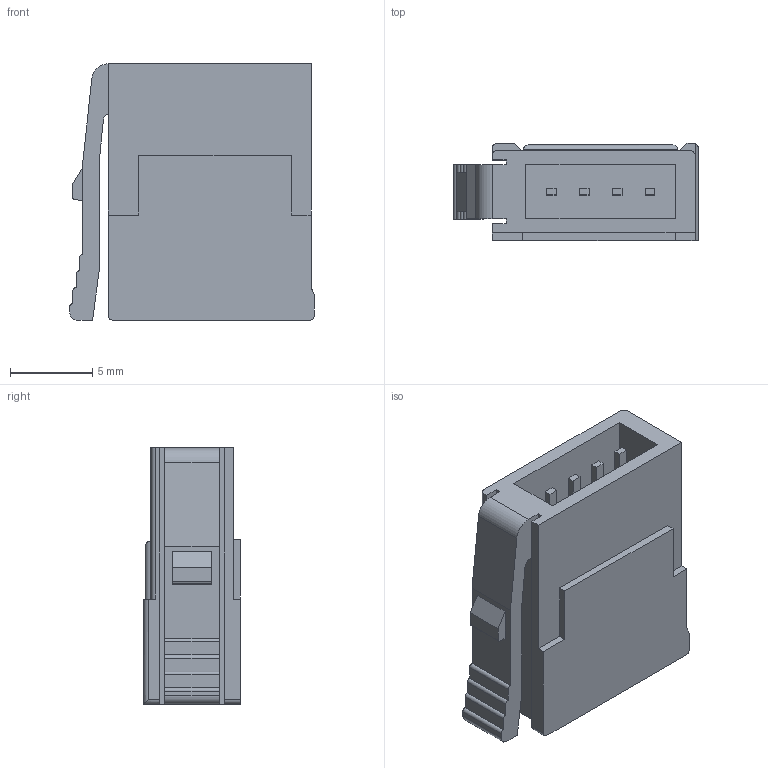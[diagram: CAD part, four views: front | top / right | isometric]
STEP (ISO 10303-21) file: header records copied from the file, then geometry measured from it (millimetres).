
FILE_DESCRIPTION(/* description */ ('STEP AP214'),/* implementation_level */ '2;1');
FILE_NAME(/* name */ '570922_NECU-S-ECG4-HX-Q3',/* time_stamp */ '2024-09-12T21:32:56+02:00',/* author */ ('License CC BY-ND 4.0'),/* organization */ ('CADENAS'),/* preprocessor_version */ 'ST-DEVELOPER v19.3',/* originating_system */ 'PARTsolutions',/* authorisation */ ' ');
FILE_SCHEMA (('AUTOMOTIVE_DESIGN {1 0 10303 214 3 1 1}'));
Length unit declared in the file: millimetre
Products named in the file (1): 570922 NECU-S-ECG4-HX-Q3
Bounding box: 14.9 x 5.9 x 15.6 mm (x, y, z)
Volume: 929.6 mm3; surface area: 1226.3 mm2
Topology: 1 solids, 1 shells, 105 faces, 273 edges, 180 vertices
Faces by surface type: plane 82, cylinder 19, cone 4
Entity records: 3190 total; most frequent: CARTESIAN_POINT 555, ORIENTED_EDGE 538, DIRECTION 522, EDGE_CURVE 269, LINE 228, VECTOR 228, VERTEX_POINT 180, AXIS2_PLACEMENT_3D 147
